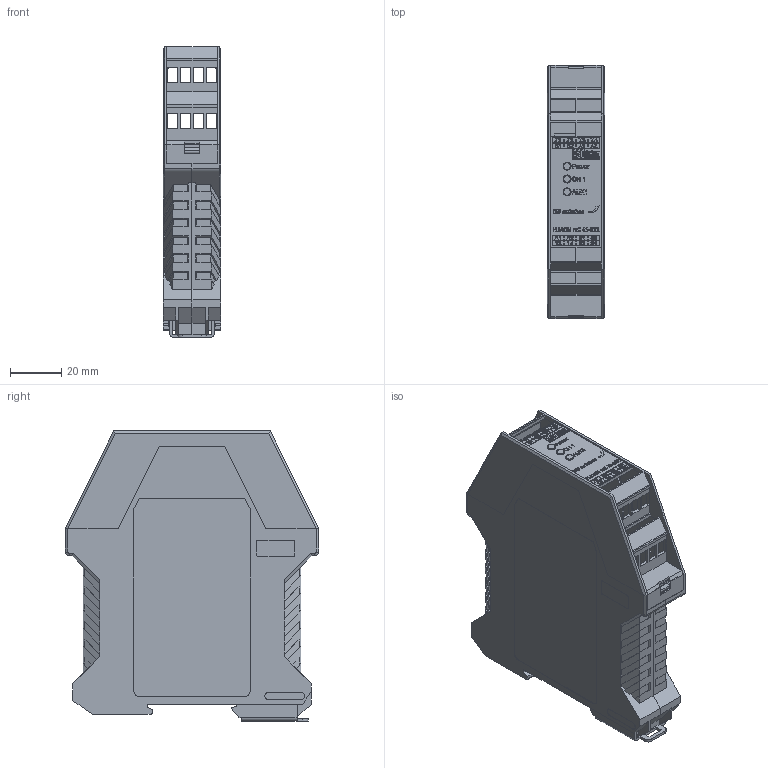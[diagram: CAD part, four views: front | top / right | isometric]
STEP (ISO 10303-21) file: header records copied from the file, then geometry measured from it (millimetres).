
FILE_DESCRIPTION (( 'STEP AP214' ), '1' );
FILE_NAME ('1114-0210.STEP', '2019-08-05T11:52:39', ( '' ), ( '' ), 'SwSTEP 2.0', 'SolidWorks 2018', '' );
FILE_SCHEMA (( 'AUTOMOTIVE_DESIGN' ));
Length unit declared in the file: inch
Products named in the file (1): 1114-0210
Bounding box: 22.6 x 99 x 113.3 mm (x, y, z)
Volume: 49463 mm3; surface area: 60263.3 mm2
Topology: 10 solids, 10 shells, 2459 faces, 6773 edges, 4476 vertices
Faces by surface type: plane 1774, bspline 493, cylinder 188, cone 4
Full cylindrical faces by diameter (mm): 1.9 x2, 2 x4, 2.65 x3, 2.8 x3, 3 x3, 3.15 x3
Entity records: 131645 total; most frequent: CARTESIAN_POINT 40016, ORIENTED_EDGE 13496, DIRECTION 10075, EDGE_CURVE 6748, LINE 5365, VECTOR 5365, VERTEX_POINT 4469, EDGE_LOOP 2679
